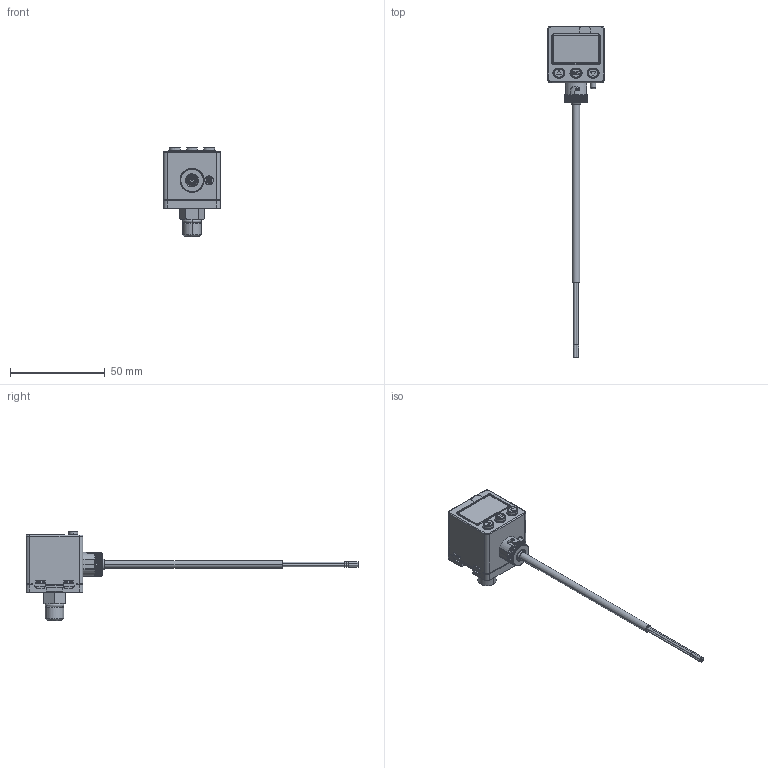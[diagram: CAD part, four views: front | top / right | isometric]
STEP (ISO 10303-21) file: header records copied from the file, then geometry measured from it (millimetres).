
FILE_DESCRIPTION((''),'2;1');
FILE_NAME('KP45_SW0003','2017-12-21T',('Vince.Chen'),(''),'CREO PARAMETRIC BY PTC INC, 2014500','CREO PARAMETRIC BY PTC INC, 2014500','');
FILE_SCHEMA(('CONFIG_CONTROL_DESIGN'));
Products named in the file (1): KP45_SW0003
Bounding box: 30.08 x 175.34 x 47.2 mm (x, y, z)
Volume: 30600 mm3; surface area: 9716.8 mm2
Topology: 1 solids, 23 shells, 1088 faces, 2849 edges, 1852 vertices
Faces by surface type: plane 436, cylinder 339, cone 140, bspline 139, torus 20, extrusion 10, sphere 4
Entity records: 49253 total; most frequent: CARTESIAN_POINT 24520, ORIENTED_EDGE 5694, DIRECTION 4206, EDGE_CURVE 2847, VERTEX_POINT 1852, AXIS2_PLACEMENT_3D 1441, VECTOR 1324, LINE 1314
